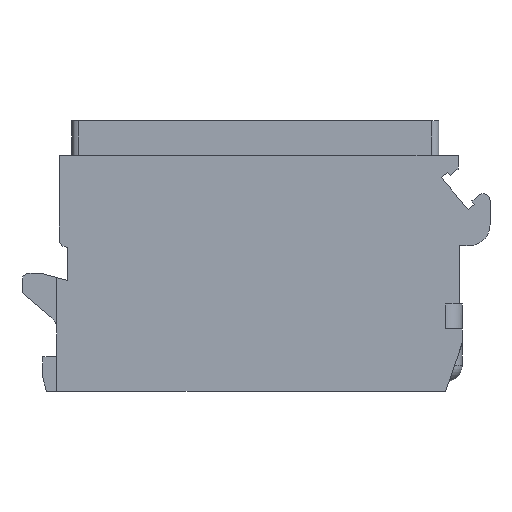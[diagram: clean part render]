
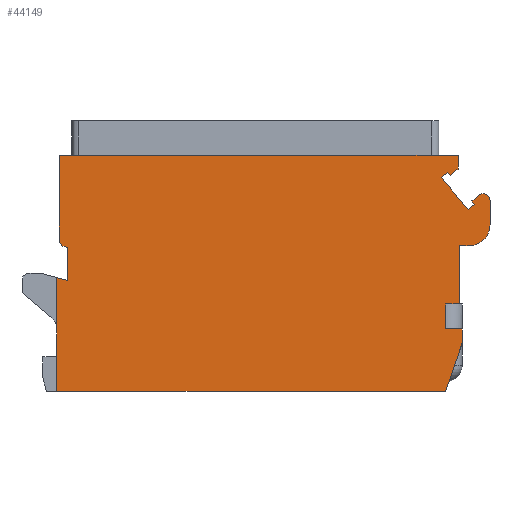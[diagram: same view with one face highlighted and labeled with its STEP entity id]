
A CAD part, front view. The second image highlights one B-rep face of the part: STEP entity #44149.
In plain terms, the highlighted planar face has unit normal (0, -1, 0).
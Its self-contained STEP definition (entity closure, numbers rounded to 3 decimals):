
#111=DIRECTION('',(0.,0.,-1.));
#112=VECTOR('',#111,8.205);
#113=CARTESIAN_POINT('',(-14.3,-7.,8.205));
#114=LINE('',#113,#112);
#295=CARTESIAN_POINT('',(16.4,-7.,13.74));
#296=DIRECTION('',(0.,-1.,0.));
#297=DIRECTION('',(1.,0.,0.));
#298=AXIS2_PLACEMENT_3D('',#295,#296,#297);
#420=DIRECTION('',(-0.966,0.,0.259));
#421=VECTOR('',#420,0.828);
#422=CARTESIAN_POINT('',(-13.5,-7.,7.991));
#423=LINE('',#422,#421);
#424=DIRECTION('',(0.,0.,-1.));
#425=VECTOR('',#424,2.409);
#426=CARTESIAN_POINT('',(-13.5,-7.,10.4));
#427=LINE('',#426,#425);
#428=DIRECTION('',(1.,0.,0.));
#429=VECTOR('',#428,0.1);
#430=CARTESIAN_POINT('',(-13.6,-7.,10.4));
#431=LINE('',#430,#429);
#432=CARTESIAN_POINT('',(-13.6,-7.,10.9));
#433=DIRECTION('',(0.,-1.,0.));
#434=DIRECTION('',(-1.,0.,0.));
#435=AXIS2_PLACEMENT_3D('',#432,#433,#434);
#437=DIRECTION('',(0.,0.,-1.));
#438=VECTOR('',#437,6.1);
#439=CARTESIAN_POINT('',(-14.1,-7.,17.));
#440=LINE('',#439,#438);
#441=DIRECTION('',(-1.,0.,0.));
#442=VECTOR('',#441,28.7);
#443=CARTESIAN_POINT('',(14.6,-7.,17.));
#444=LINE('',#443,#442);
#445=DIRECTION('',(0.,0.,-1.));
#446=VECTOR('',#445,0.985);
#447=CARTESIAN_POINT('',(14.6,-7.,17.));
#448=LINE('',#447,#446);
#449=DIRECTION('',(-0.766,0.,-0.643));
#450=VECTOR('',#449,0.715);
#451=CARTESIAN_POINT('',(14.6,-7.,16.015));
#452=LINE('',#451,#450);
#453=DIRECTION('',(-0.643,0.,0.766));
#454=VECTOR('',#453,0.3);
#455=CARTESIAN_POINT('',(14.052,-7.,15.556));
#456=LINE('',#455,#454);
#457=DIRECTION('',(-0.766,0.,-0.643));
#458=VECTOR('',#457,0.6);
#459=CARTESIAN_POINT('',(13.86,-7.,15.786));
#460=LINE('',#459,#458);
#461=DIRECTION('',(0.643,0.,-0.766));
#462=VECTOR('',#461,3.);
#463=CARTESIAN_POINT('',(13.4,-7.,15.4));
#464=LINE('',#463,#462);
#465=DIRECTION('',(0.766,0.,0.643));
#466=VECTOR('',#465,0.6);
#467=CARTESIAN_POINT('',(15.328,-7.,13.102));
#468=LINE('',#467,#466);
#469=DIRECTION('',(-0.643,0.,0.766));
#470=VECTOR('',#469,0.3);
#471=CARTESIAN_POINT('',(15.788,-7.,13.488));
#472=LINE('',#471,#470);
#473=DIRECTION('',(0.766,0.,0.643));
#474=VECTOR('',#473,0.631);
#475=CARTESIAN_POINT('',(15.595,-7.,13.717));
#476=LINE('',#475,#474);
#477=DIRECTION('',(0.,0.,1.));
#478=VECTOR('',#477,1.74);
#479=CARTESIAN_POINT('',(16.9,-7.,12.));
#480=LINE('',#479,#478);
#481=CARTESIAN_POINT('',(15.4,-7.,12.));
#482=DIRECTION('',(0.,-1.,0.));
#483=DIRECTION('',(0.,0.,-1.));
#484=AXIS2_PLACEMENT_3D('',#481,#482,#483);
#486=DIRECTION('',(1.,0.,0.));
#487=VECTOR('',#486,0.7);
#488=CARTESIAN_POINT('',(14.7,-7.,10.5));
#489=LINE('',#488,#487);
#490=DIRECTION('',(0.,0.,1.));
#491=VECTOR('',#490,4.2);
#492=CARTESIAN_POINT('',(14.7,-7.,6.3));
#493=LINE('',#492,#491);
#494=DIRECTION('',(1.,0.,0.));
#495=VECTOR('',#494,1.);
#496=CARTESIAN_POINT('',(13.7,-7.,6.3));
#497=LINE('',#496,#495);
#498=DIRECTION('',(0.,0.,1.));
#499=VECTOR('',#498,1.8);
#500=CARTESIAN_POINT('',(13.7,-7.,4.5));
#501=LINE('',#500,#499);
#502=DIRECTION('',(-1.,0.,0.));
#503=VECTOR('',#502,1.2);
#504=CARTESIAN_POINT('',(14.9,-7.,4.5));
#505=LINE('',#504,#503);
#506=DIRECTION('',(0.,0.,1.));
#507=VECTOR('',#506,1.);
#508=CARTESIAN_POINT('',(14.9,-7.,3.5));
#509=LINE('',#508,#507);
#510=DIRECTION('',(0.324,0.,0.946));
#511=VECTOR('',#510,3.7);
#512=CARTESIAN_POINT('',(13.7,-7.,0.));
#513=LINE('',#512,#511);
#514=DIRECTION('',(1.,0.,0.));
#515=VECTOR('',#514,28.);
#516=CARTESIAN_POINT('',(-14.3,-7.,0.));
#517=LINE('',#516,#515);
#34194=CARTESIAN_POINT('',(13.7,-7.,0.));
#34195=CARTESIAN_POINT('',(14.9,-7.,3.5));
#34196=VERTEX_POINT('',#34194);
#34197=VERTEX_POINT('',#34195);
#34198=CARTESIAN_POINT('',(14.9,-7.,4.5));
#34199=VERTEX_POINT('',#34198);
#34200=CARTESIAN_POINT('',(13.7,-7.,4.5));
#34201=VERTEX_POINT('',#34200);
#34202=CARTESIAN_POINT('',(13.7,-7.,6.3));
#34203=VERTEX_POINT('',#34202);
#34204=CARTESIAN_POINT('',(14.7,-7.,6.3));
#34205=VERTEX_POINT('',#34204);
#34206=CARTESIAN_POINT('',(14.7,-7.,10.5));
#34207=VERTEX_POINT('',#34206);
#34208=CARTESIAN_POINT('',(15.4,-7.,10.5));
#34209=VERTEX_POINT('',#34208);
#34212=CARTESIAN_POINT('',(16.9,-7.,12.));
#34213=VERTEX_POINT('',#34212);
#34224=CARTESIAN_POINT('',(-14.1,-7.,17.));
#34225=CARTESIAN_POINT('',(-14.1,-7.,10.9));
#34226=VERTEX_POINT('',#34224);
#34227=VERTEX_POINT('',#34225);
#34228=CARTESIAN_POINT('',(-13.6,-7.,10.4));
#34229=VERTEX_POINT('',#34228);
#34230=CARTESIAN_POINT('',(-13.5,-7.,10.4));
#34231=VERTEX_POINT('',#34230);
#34232=CARTESIAN_POINT('',(-13.5,-7.,7.991));
#34233=VERTEX_POINT('',#34232);
#34250=CARTESIAN_POINT('',(14.6,-7.,17.));
#34251=CARTESIAN_POINT('',(14.6,-7.,16.015));
#34252=VERTEX_POINT('',#34250);
#34253=VERTEX_POINT('',#34251);
#34254=CARTESIAN_POINT('',(14.052,-7.,15.556));
#34255=VERTEX_POINT('',#34254);
#34256=CARTESIAN_POINT('',(13.86,-7.,15.786));
#34257=VERTEX_POINT('',#34256);
#34258=CARTESIAN_POINT('',(13.4,-7.,15.4));
#34259=VERTEX_POINT('',#34258);
#34260=CARTESIAN_POINT('',(15.328,-7.,13.102));
#34261=VERTEX_POINT('',#34260);
#34262=CARTESIAN_POINT('',(15.788,-7.,13.488));
#34263=VERTEX_POINT('',#34262);
#34264=CARTESIAN_POINT('',(15.595,-7.,13.717));
#34265=VERTEX_POINT('',#34264);
#34267=CARTESIAN_POINT('',(16.9,-7.,13.74));
#34269=VERTEX_POINT('',#34267);
#34270=CARTESIAN_POINT('',(16.079,-7.,14.123));
#34271=VERTEX_POINT('',#34270);
#34274=CARTESIAN_POINT('',(-14.3,-7.,0.));
#34276=VERTEX_POINT('',#34274);
#34286=CARTESIAN_POINT('',(-14.3,-7.,8.205));
#34288=VERTEX_POINT('',#34286);
#44114=CARTESIAN_POINT('',(0.,-7.,0.));
#44115=DIRECTION('',(0.,-1.,0.));
#44116=DIRECTION('',(1.,0.,0.));
#44117=AXIS2_PLACEMENT_3D('',#44114,#44115,#44116);
#44118=PLANE('',#44117);
#44119=ORIENTED_EDGE('',*,*,#43589,.F.);
#44120=ORIENTED_EDGE('',*,*,#43620,.F.);
#44121=ORIENTED_EDGE('',*,*,#43737,.F.);
#44122=ORIENTED_EDGE('',*,*,#43751,.F.);
#44123=ORIENTED_EDGE('',*,*,#43765,.F.);
#44124=ORIENTED_EDGE('',*,*,#43779,.F.);
#44125=ORIENTED_EDGE('',*,*,#43792,.F.);
#44126=ORIENTED_EDGE('',*,*,#43825,.T.);
#44127=ORIENTED_EDGE('',*,*,#43839,.T.);
#44128=ORIENTED_EDGE('',*,*,#43853,.T.);
#44129=ORIENTED_EDGE('',*,*,#43867,.T.);
#44130=ORIENTED_EDGE('',*,*,#43881,.T.);
#44131=ORIENTED_EDGE('',*,*,#43895,.T.);
#44132=ORIENTED_EDGE('',*,*,#43909,.T.);
#44133=ORIENTED_EDGE('',*,*,#43922,.T.);
#44134=ORIENTED_EDGE('',*,*,#43936,.F.);
#44135=ORIENTED_EDGE('',*,*,#43952,.F.);
#44136=ORIENTED_EDGE('',*,*,#43965,.F.);
#44137=ORIENTED_EDGE('',*,*,#43979,.F.);
#44138=ORIENTED_EDGE('',*,*,#43996,.F.);
#44140=ORIENTED_EDGE('',*,*,#44139,.F.);
#44142=ORIENTED_EDGE('',*,*,#44141,.F.);
#44143=ORIENTED_EDGE('',*,*,#44046,.F.);
#44144=ORIENTED_EDGE('',*,*,#44062,.F.);
#44145=ORIENTED_EDGE('',*,*,#44081,.F.);
#44146=ORIENTED_EDGE('',*,*,#44100,.F.);
#44147=EDGE_LOOP('',(#44119,#44120,#44121,#44122,#44123,#44124,#44125,#44126,
#44127,#44128,#44129,#44130,#44131,#44132,#44133,#44134,#44135,#44136,#44137,
#44138,#44140,#44142,#44143,#44144,#44145,#44146));
#44148=FACE_OUTER_BOUND('',#44147,.F.);
#44149=ADVANCED_FACE('',(#44148),#44118,.T.);
#299=CIRCLE('',#298,0.5);
#436=CIRCLE('',#435,0.5);
#485=CIRCLE('',#484,1.5);
#43589=EDGE_CURVE('',#34288,#34276,#114,.T.);
#43620=EDGE_CURVE('',#34233,#34288,#423,.T.);
#43737=EDGE_CURVE('',#34231,#34233,#427,.T.);
#43751=EDGE_CURVE('',#34229,#34231,#431,.T.);
#43765=EDGE_CURVE('',#34227,#34229,#436,.T.);
#43779=EDGE_CURVE('',#34226,#34227,#440,.T.);
#43792=EDGE_CURVE('',#34252,#34226,#444,.T.);
#43825=EDGE_CURVE('',#34252,#34253,#448,.T.);
#43839=EDGE_CURVE('',#34253,#34255,#452,.T.);
#43853=EDGE_CURVE('',#34255,#34257,#456,.T.);
#43867=EDGE_CURVE('',#34257,#34259,#460,.T.);
#43881=EDGE_CURVE('',#34259,#34261,#464,.T.);
#43895=EDGE_CURVE('',#34261,#34263,#468,.T.);
#43909=EDGE_CURVE('',#34263,#34265,#472,.T.);
#43922=EDGE_CURVE('',#34265,#34271,#476,.T.);
#43936=EDGE_CURVE('',#34269,#34271,#299,.T.);
#43952=EDGE_CURVE('',#34213,#34269,#480,.T.);
#43965=EDGE_CURVE('',#34209,#34213,#485,.T.);
#43979=EDGE_CURVE('',#34207,#34209,#489,.T.);
#43996=EDGE_CURVE('',#34205,#34207,#493,.T.);
#44046=EDGE_CURVE('',#34199,#34201,#505,.T.);
#44062=EDGE_CURVE('',#34197,#34199,#509,.T.);
#44081=EDGE_CURVE('',#34196,#34197,#513,.T.);
#44100=EDGE_CURVE('',#34276,#34196,#517,.T.);
#44139=EDGE_CURVE('',#34203,#34205,#497,.T.);
#44141=EDGE_CURVE('',#34201,#34203,#501,.T.);
